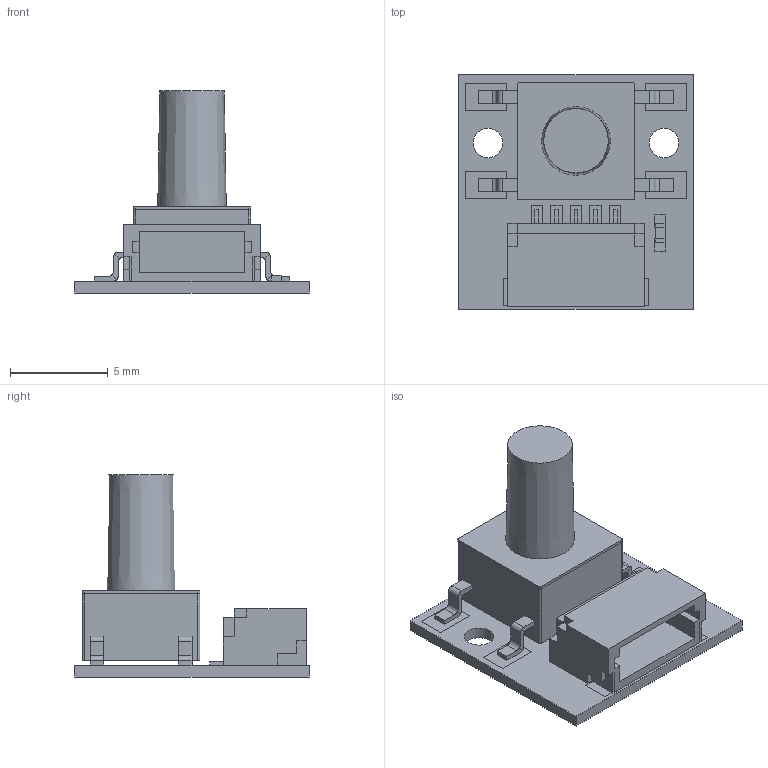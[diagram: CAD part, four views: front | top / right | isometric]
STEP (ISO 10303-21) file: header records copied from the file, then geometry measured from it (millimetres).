
FILE_DESCRIPTION(('FreeCAD Model'),'2;1');
FILE_NAME('Wireling_JOYSTICK_AST1028_REV2-STEP.step','2020-08-13T16:54:08',('Author'),(''), 'Open CASCADE STEP processor 7.4','FreeCAD','Unknown');
FILE_SCHEMA(('AUTOMOTIVE_DESIGN { 1 0 10303 214 1 1 1 1 }'));
Length unit declared in the file: millimetre
Products named in the file (1): Wireling_JOYSTICK_AST1028_REV2-STEP
Bounding box: 12 x 12 x 10.33 mm (x, y, z)
Volume: 634.3 mm3; surface area: 1550 mm2
Topology: 40 solids, 40 shells, 560 faces, 1360 edges, 892 vertices
Faces by surface type: plane 498, cylinder 60, cone 2
Full cylindrical faces by diameter (mm): 1.502 x4
Entity records: 36721 total; most frequent: CARTESIAN_POINT 6013, DIRECTION 5302, LINE 3728, VECTOR 3728, ORIENTED_EDGE 2720, PCURVE 2720, DEFINITIONAL_REPRESENTATION 2720, EDGE_CURVE 1360
